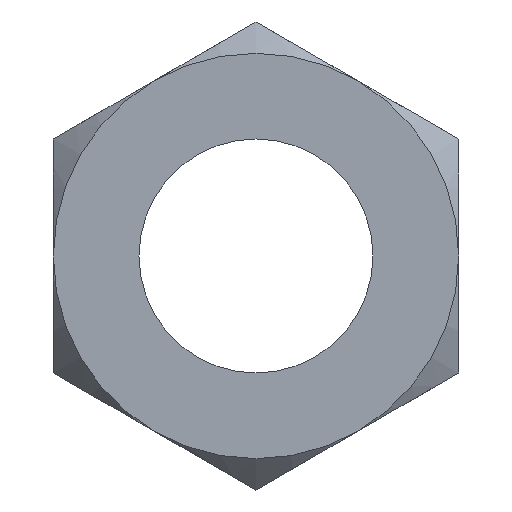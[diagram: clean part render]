
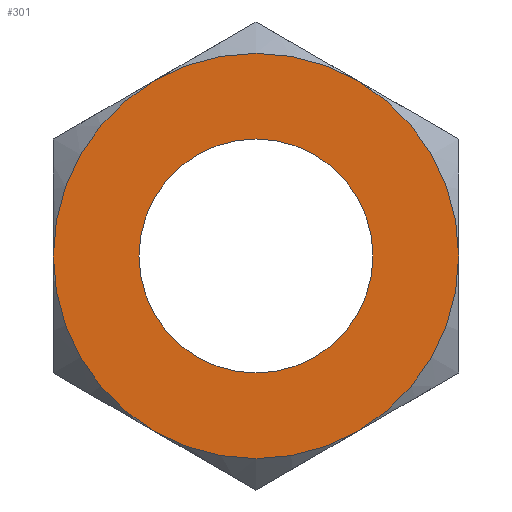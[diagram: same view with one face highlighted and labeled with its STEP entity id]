
A CAD part, front view. The second image highlights one B-rep face of the part: STEP entity #301.
In plain terms, the highlighted planar face has unit normal (0, -1, 0).
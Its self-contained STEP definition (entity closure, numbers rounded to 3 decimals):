
#28=FACE_BOUND('',#72,.T.);
#30=CIRCLE('',#337,15.588);
#31=CIRCLE('',#338,15.588);
#32=CIRCLE('',#339,15.588);
#33=CIRCLE('',#340,15.588);
#34=CIRCLE('',#341,15.588);
#35=CIRCLE('',#342,15.588);
#36=CIRCLE('',#343,9.);
#50=FACE_OUTER_BOUND('',#71,.T.);
#71=EDGE_LOOP('',(#233,#234,#235,#236,#237,#238));
#72=EDGE_LOOP('',(#239));
#127=VERTEX_POINT('',#447);
#133=VERTEX_POINT('',#468);
#137=VERTEX_POINT('',#486);
#141=VERTEX_POINT('',#504);
#145=VERTEX_POINT('',#522);
#148=VERTEX_POINT('',#539);
#150=VERTEX_POINT('',#560);
#182=EDGE_CURVE('',#127,#133,#30,.T.);
#183=EDGE_CURVE('',#148,#127,#31,.T.);
#184=EDGE_CURVE('',#145,#148,#32,.T.);
#185=EDGE_CURVE('',#141,#145,#33,.T.);
#186=EDGE_CURVE('',#137,#141,#34,.T.);
#187=EDGE_CURVE('',#137,#133,#35,.T.);
#188=EDGE_CURVE('',#150,#150,#36,.T.);
#233=ORIENTED_EDGE('',*,*,#182,.F.);
#234=ORIENTED_EDGE('',*,*,#183,.F.);
#235=ORIENTED_EDGE('',*,*,#184,.F.);
#236=ORIENTED_EDGE('',*,*,#185,.F.);
#237=ORIENTED_EDGE('',*,*,#186,.F.);
#238=ORIENTED_EDGE('',*,*,#187,.T.);
#239=ORIENTED_EDGE('',*,*,#188,.T.);
#293=PLANE('',#336);
#301=ADVANCED_FACE('',(#50,#28),#293,.F.);
#336=AXIS2_PLACEMENT_3D('',#553,#385,#386);
#337=AXIS2_PLACEMENT_3D('',#554,#387,#388);
#338=AXIS2_PLACEMENT_3D('',#555,#389,#390);
#339=AXIS2_PLACEMENT_3D('',#556,#391,#392);
#340=AXIS2_PLACEMENT_3D('',#557,#393,#394);
#341=AXIS2_PLACEMENT_3D('',#558,#395,#396);
#342=AXIS2_PLACEMENT_3D('',#559,#397,#398);
#343=AXIS2_PLACEMENT_3D('',#561,#399,#400);
#385=DIRECTION('center_axis',(0.,1.,0.));
#386=DIRECTION('ref_axis',(0.,0.,1.));
#387=DIRECTION('center_axis',(0.,1.,0.));
#388=DIRECTION('ref_axis',(0.,0.,1.));
#389=DIRECTION('center_axis',(0.,1.,0.));
#390=DIRECTION('ref_axis',(0.,0.,1.));
#391=DIRECTION('center_axis',(0.,1.,0.));
#392=DIRECTION('ref_axis',(0.,0.,1.));
#393=DIRECTION('center_axis',(0.,1.,0.));
#394=DIRECTION('ref_axis',(0.,0.,1.));
#395=DIRECTION('center_axis',(0.,1.,0.));
#396=DIRECTION('ref_axis',(0.,0.,1.));
#397=DIRECTION('center_axis',(0.,-1.,0.));
#398=DIRECTION('ref_axis',(0.,0.,-1.));
#399=DIRECTION('center_axis',(0.,1.,0.));
#400=DIRECTION('ref_axis',(0.,0.,1.));
#447=CARTESIAN_POINT('',(7.794,0.,13.5));
#468=CARTESIAN_POINT('',(15.588,0.,0.));
#486=CARTESIAN_POINT('',(7.794,0.,-13.5));
#504=CARTESIAN_POINT('',(-7.794,0.,-13.5));
#522=CARTESIAN_POINT('',(-15.588,0.,0.));
#539=CARTESIAN_POINT('',(-7.794,0.,13.5));
#553=CARTESIAN_POINT('Origin',(0.,0.,0.));
#554=CARTESIAN_POINT('Origin',(0.,0.,0.));
#555=CARTESIAN_POINT('Origin',(0.,0.,0.));
#556=CARTESIAN_POINT('Origin',(0.,0.,0.));
#557=CARTESIAN_POINT('Origin',(0.,0.,0.));
#558=CARTESIAN_POINT('Origin',(0.,0.,0.));
#559=CARTESIAN_POINT('Origin',(0.,0.,0.));
#560=CARTESIAN_POINT('',(0.,0.,9.));
#561=CARTESIAN_POINT('Origin',(0.,0.,0.));
